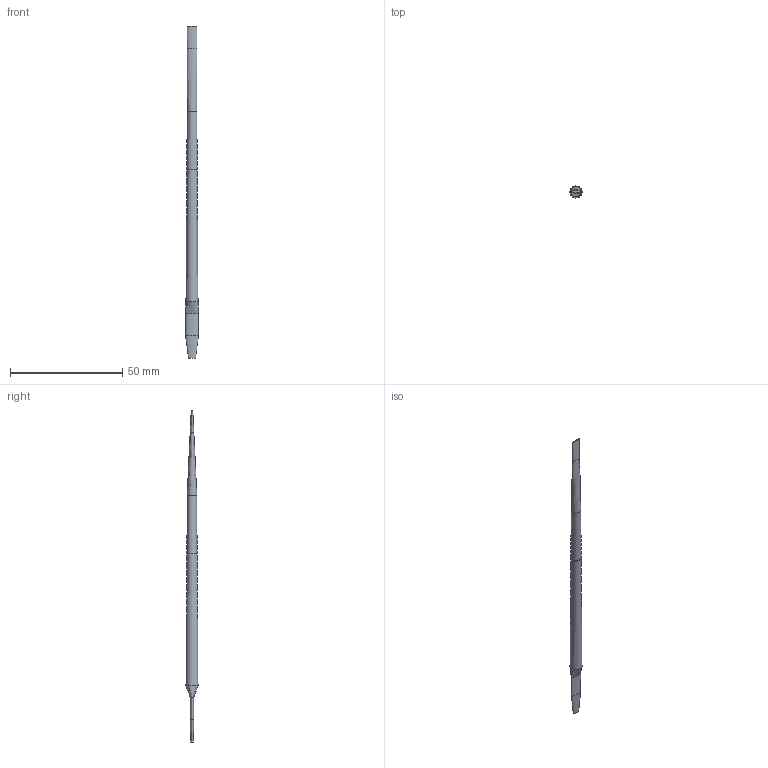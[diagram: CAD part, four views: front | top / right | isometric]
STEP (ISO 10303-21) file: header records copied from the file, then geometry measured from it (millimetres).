
FILE_DESCRIPTION(('FreeCAD Model'),'2;1');
FILE_NAME('Open CASCADE Shape Model','2023-08-06T12:53:11',(''),(''), 'Open CASCADE STEP processor 7.6','FreeCAD','Unknown');
FILE_SCHEMA(('AUTOMOTIVE_DESIGN { 1 0 10303 214 1 1 1 1 }'));
Length unit declared in the file: millimetre
Products named in the file (1): b_mandrel
Bounding box: 5.69 x 5.37 x 148 mm (x, y, z)
Volume: 2088.7 mm3; surface area: 2014.4 mm2
Topology: 1 solids, 1 shells, 12 faces, 19 edges, 11 vertices
Faces by surface type: bspline 5, plane 4, cone 2, cylinder 1
Full cylindrical faces by diameter (mm): 4.45 x1
Entity records: 658 total; most frequent: CARTESIAN_POINT 239, DIRECTION 71, ORIENTED_EDGE 38, PCURVE 38, DEFINITIONAL_REPRESENTATION 38, LINE 29, VECTOR 29, AXIS2_PLACEMENT_3D 19
